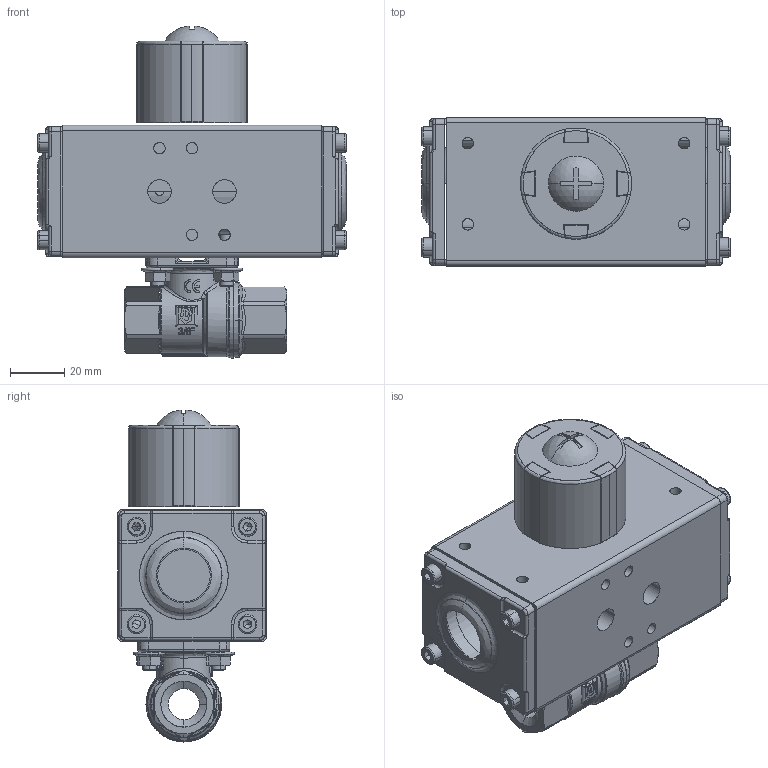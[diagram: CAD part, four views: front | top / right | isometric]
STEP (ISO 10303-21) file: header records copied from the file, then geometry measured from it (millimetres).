
FILE_DESCRIPTION (( 'STEP AP214' ), '1' );
FILE_NAME ('PK01_DN08_doppeltwirkend (PK01000001).STEP', '2022-01-14T13:28:46', ( '' ), ( '' ), 'SwSTEP 2.0', 'SolidWorks 2021', '' );
FILE_SCHEMA (( 'AUTOMOTIVE_DESIGN' ));
Length unit declared in the file: metre
Products named in the file (1): PK01_DN08_doppeltwirkend (PK01000001)
Bounding box: 114 x 55 x 122.65 mm (x, y, z)
Surface area: 55395.6 mm2 (no closed solid volume)
Topology: 0 solids, 778 shells, 948 faces, 4704 edges, 4495 vertices
Faces by surface type: plane 314, bspline 279, cylinder 243, cone 102, torus 8, sphere 2
Entity records: 81843 total; most frequent: CARTESIAN_POINT 38861, DIRECTION 5261, ORIENTED_EDGE 5025, EDGE_CURVE 4687, VERTEX_POINT 4504, VECTOR 1911, LINE 1911, B_SPLINE_CURVE_WITH_KNOTS 1771
